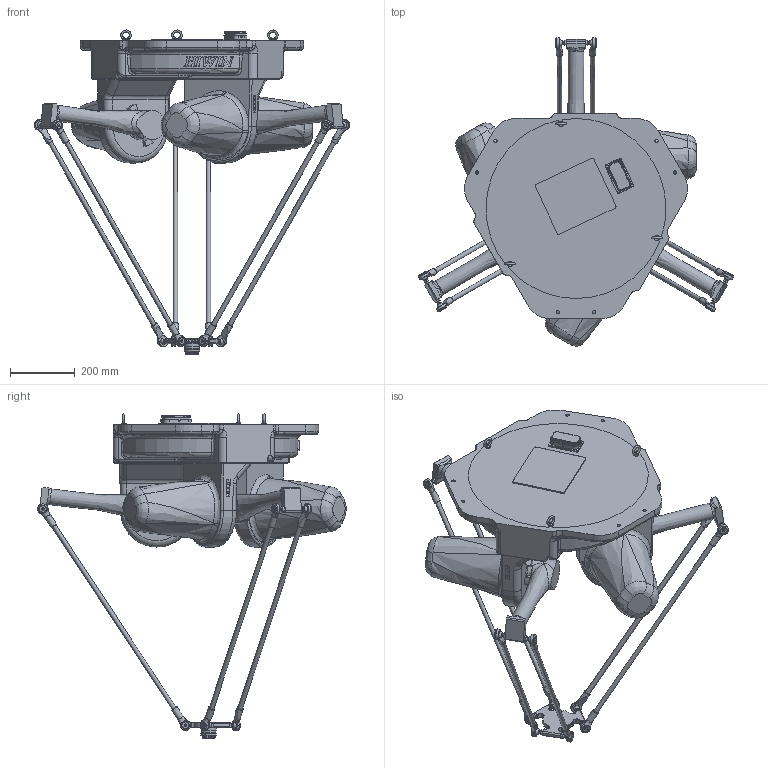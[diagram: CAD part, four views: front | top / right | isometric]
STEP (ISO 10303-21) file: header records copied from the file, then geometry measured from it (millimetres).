
FILE_DESCRIPTION(/* description */ (''),/* implementation_level */ '2;1');
FILE_NAME(/* name */ 'RD403-1100-PR-GB_3D_v2.stp',/* time_stamp */ '2019-06-05T17:15:24+08:00',/* author */ ('yiting'),/* organization */ (''),/* preprocessor_version */ 'ST-DEVELOPER v16.5',/* originating_system */ 'Autodesk Inventor 2017',/* authorisation */ '');
FILE_SCHEMA (('AUTOMOTIVE_DESIGN { 1 0 10303 214 3 1 1 }'));
Products named in the file (6): 組合33; BASE4; Upper; Upper_1; Lower1; Moveable Plate
Assembly tree (11 placements, depth 2):
  組合33
    Lower1  x6
    BASE4
    Upper  x2
    Upper_1
    Moveable Plate
Bounding box: 975.31 x 953.48 x 1001.24 mm (x, y, z)
Volume: 62197266.8 mm3; surface area: 2207864.6 mm2
Topology: 11 solids, 23 shells, 1688 faces, 4339 edges, 2753 vertices
Faces by surface type: plane 777, cylinder 382, bspline 337, torus 113, cone 55, sphere 24
Full cylindrical faces by diameter (mm): 2 x4, 4.134 x4, 4.917 x2, 5 x1, 8 x12, 10.106 x6, 14 x6, 20 x13, 24 x12, 26 x1, 28 x1, 40 x7, 45 x1, 47 x1, 78 x3, 89 x3
Entity records: 58053 total; most frequent: CARTESIAN_POINT 22986, ORIENTED_EDGE 7404, DIRECTION 6511, EDGE_CURVE 3692, VERTEX_POINT 2385, AXIS2_PLACEMENT_3D 2262, LINE 1987, VECTOR 1987
